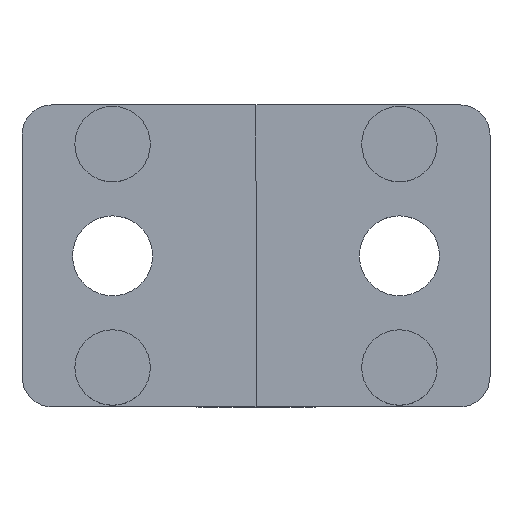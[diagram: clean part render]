
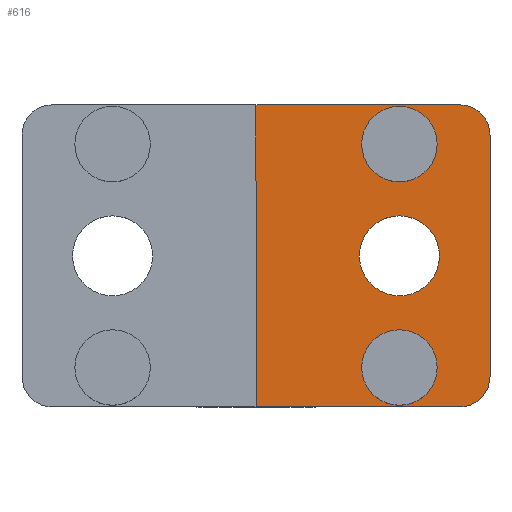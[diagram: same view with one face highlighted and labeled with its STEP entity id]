
A CAD part, top view. The second image highlights one B-rep face of the part: STEP entity #616.
In plain terms, the highlighted planar face has unit normal (0, 0, 1).
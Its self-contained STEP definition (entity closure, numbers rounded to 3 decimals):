
#84=FACE_BOUND('',#172,.T.);
#85=FACE_BOUND('',#173,.T.);
#86=FACE_BOUND('',#174,.T.);
#122=FACE_OUTER_BOUND('',#171,.T.);
#171=EDGE_LOOP('',(#542,#543,#544,#545,#546,#547));
#172=EDGE_LOOP('',(#548));
#173=EDGE_LOOP('',(#549));
#174=EDGE_LOOP('',(#550));
#216=LINE('',#1054,#247);
#221=LINE('',#1089,#252);
#224=LINE('',#1098,#255);
#226=LINE('',#1104,#257);
#247=VECTOR('',#797,13.5);
#252=VECTOR('',#840,20.);
#255=VECTOR('',#853,13.5);
#257=VECTOR('',#861,16.);
#275=CIRCLE('',#658,2.);
#280=CIRCLE('',#666,2.5);
#282=CIRCLE('',#670,2.5);
#283=CIRCLE('',#673,2.65);
#287=CIRCLE('',#686,2.);
#326=VERTEX_POINT('',#1044);
#327=VERTEX_POINT('',#1046);
#329=VERTEX_POINT('',#1052);
#333=VERTEX_POINT('',#1063);
#335=VERTEX_POINT('',#1069);
#336=VERTEX_POINT('',#1073);
#340=VERTEX_POINT('',#1087);
#341=VERTEX_POINT('',#1096);
#342=VERTEX_POINT('',#1100);
#391=EDGE_CURVE('',#326,#327,#275,.T.);
#395=EDGE_CURVE('',#329,#326,#216,.T.);
#399=EDGE_CURVE('',#333,#333,#280,.T.);
#401=EDGE_CURVE('',#335,#335,#282,.T.);
#402=EDGE_CURVE('',#336,#336,#283,.T.);
#410=EDGE_CURVE('',#340,#329,#221,.T.);
#413=EDGE_CURVE('',#341,#340,#224,.T.);
#415=EDGE_CURVE('',#342,#341,#287,.T.);
#416=EDGE_CURVE('',#327,#342,#226,.T.);
#542=ORIENTED_EDGE('',*,*,#415,.F.);
#543=ORIENTED_EDGE('',*,*,#416,.F.);
#544=ORIENTED_EDGE('',*,*,#391,.F.);
#545=ORIENTED_EDGE('',*,*,#395,.F.);
#546=ORIENTED_EDGE('',*,*,#410,.F.);
#547=ORIENTED_EDGE('',*,*,#413,.F.);
#548=ORIENTED_EDGE('',*,*,#399,.T.);
#549=ORIENTED_EDGE('',*,*,#401,.T.);
#550=ORIENTED_EDGE('',*,*,#402,.T.);
#584=PLANE('',#687);
#616=ADVANCED_FACE('',(#122,#84,#85,#86),#584,.T.);
#658=AXIS2_PLACEMENT_3D('',#1047,#789,#790);
#666=AXIS2_PLACEMENT_3D('',#1064,#808,#809);
#670=AXIS2_PLACEMENT_3D('',#1070,#816,#817);
#673=AXIS2_PLACEMENT_3D('',#1074,#822,#823);
#686=AXIS2_PLACEMENT_3D('',#1102,#857,#858);
#687=AXIS2_PLACEMENT_3D('',#1103,#859,#860);
#789=DIRECTION('center_axis',(0.,0.,-1.));
#790=DIRECTION('ref_axis',(0.707,0.707,0.));
#797=DIRECTION('',(1.,0.,0.));
#808=DIRECTION('center_axis',(0.,0.,-1.));
#809=DIRECTION('ref_axis',(-1.,0.,0.));
#816=DIRECTION('center_axis',(0.,0.,-1.));
#817=DIRECTION('ref_axis',(-1.,0.,0.));
#822=DIRECTION('center_axis',(0.,0.,-1.));
#823=DIRECTION('ref_axis',(-1.,0.,0.));
#840=DIRECTION('',(0.,1.,0.));
#853=DIRECTION('',(-1.,0.,0.));
#857=DIRECTION('center_axis',(0.,0.,-1.));
#858=DIRECTION('ref_axis',(0.707,-0.707,0.));
#859=DIRECTION('center_axis',(0.,0.,1.));
#860=DIRECTION('ref_axis',(1.,0.,0.));
#861=DIRECTION('',(0.,-1.,0.));
#1044=CARTESIAN_POINT('',(8.616,11.632,4.));
#1046=CARTESIAN_POINT('',(10.616,9.632,4.));
#1047=CARTESIAN_POINT('Origin',(8.616,9.632,4.));
#1052=CARTESIAN_POINT('',(-4.884,11.632,4.));
#1054=CARTESIAN_POINT('',(-4.884,11.632,4.));
#1063=CARTESIAN_POINT('',(7.116,9.032,4.));
#1064=CARTESIAN_POINT('Origin',(4.616,9.032,4.));
#1069=CARTESIAN_POINT('',(7.116,-5.768,4.));
#1070=CARTESIAN_POINT('Origin',(4.616,-5.768,4.));
#1073=CARTESIAN_POINT('',(7.266,1.632,4.));
#1074=CARTESIAN_POINT('Origin',(4.616,1.632,4.));
#1087=CARTESIAN_POINT('',(-4.884,-8.368,4.));
#1089=CARTESIAN_POINT('',(-4.884,-8.368,4.));
#1096=CARTESIAN_POINT('',(8.616,-8.368,4.));
#1098=CARTESIAN_POINT('',(10.616,-8.368,4.));
#1100=CARTESIAN_POINT('',(10.616,-6.368,4.));
#1102=CARTESIAN_POINT('Origin',(8.616,-6.368,4.));
#1103=CARTESIAN_POINT('Origin',(2.866,1.632,4.));
#1104=CARTESIAN_POINT('',(10.616,11.632,4.));
